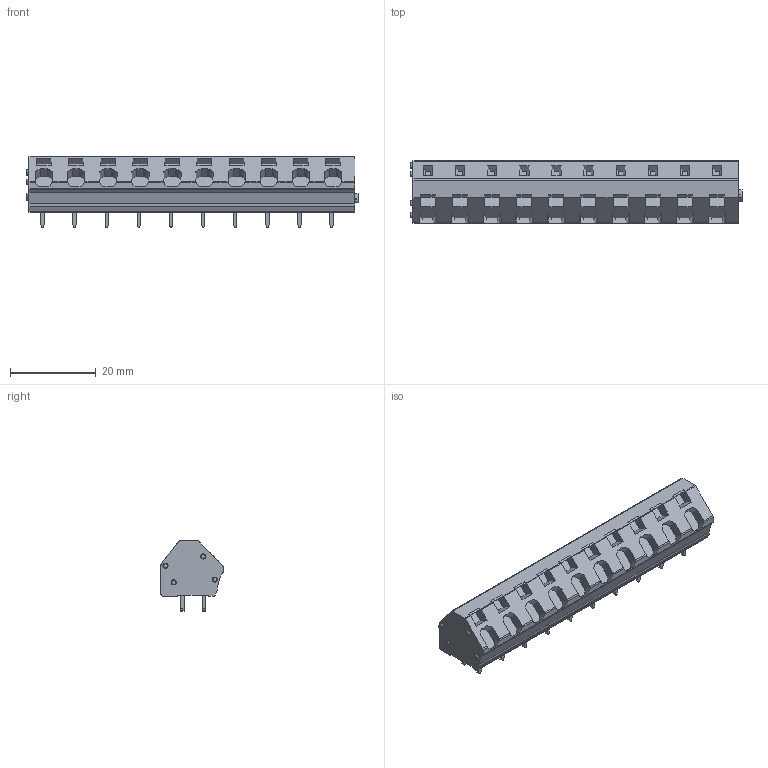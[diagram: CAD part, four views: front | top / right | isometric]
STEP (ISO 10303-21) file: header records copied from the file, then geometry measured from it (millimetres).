
FILE_DESCRIPTION(('CATIA V5 STEP','CAx-IF Rec.Pracs.--- Model Styling and Organization---1.2---2011-12-15'),'2;1');
FILE_NAME ('D1460234_0', '2018-09-08T12:53:44+00:00', ('none'), ('Weidmueller'), 'CATIA Version 5-6 Release 2014', 'CATIA V5 STEP AP214', 'none');
FILE_SCHEMA(('AUTOMOTIVE_DESIGN { 1 0 10303 214 1 1 1 1 }'));
Length unit declared in the file: millimetre
Products named in the file (1): 1952650000
Bounding box: 77.5 x 14.5 x 16.48 mm (x, y, z)
Volume: 10452.6 mm3; surface area: 5130.8 mm2
Topology: 21 solids, 21 shells, 642 faces, 1738 edges, 1160 vertices
Faces by surface type: plane 460, cylinder 124, cone 58
Entity records: 19056 total; most frequent: CARTESIAN_POINT 4126, ORIENTED_EDGE 3476, DIRECTION 2376, EDGE_CURVE 1738, VERTEX_POINT 1160, VECTOR 1150, LINE 1150, AXIS2_PLACEMENT_3D 774
